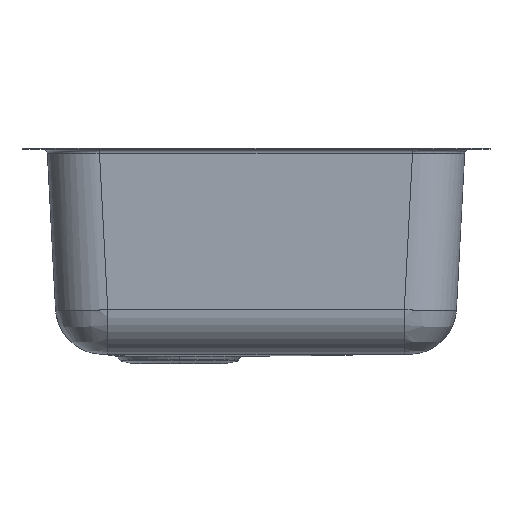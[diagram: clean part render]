
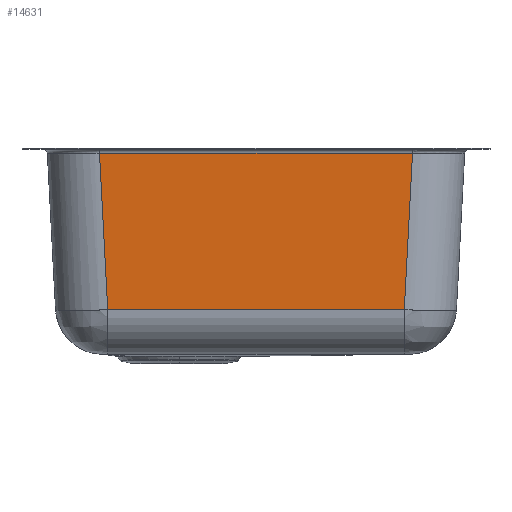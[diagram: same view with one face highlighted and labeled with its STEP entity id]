
A CAD part, left-side view. The second image highlights one B-rep face of the part: STEP entity #14631.
In plain terms, the highlighted planar face has unit normal (-0.999, 0, -0.052).
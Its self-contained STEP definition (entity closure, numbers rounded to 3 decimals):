
#176 = DIRECTION ( 'NONE',  ( 0.052, 0.052, -0.997 ) ) ;
#1427 = EDGE_CURVE ( 'NONE', #10141, #11176, #4496, .T. ) ;
#1752 = ORIENTED_EDGE ( 'NONE', *, *, #7115, .F. ) ;
#2117 = CARTESIAN_POINT ( 'NONE',  ( -313.252, -203., 142.593 ) ) ;
#2194 = LINE ( 'NONE', #6710, #3824 ) ;
#3824 = VECTOR ( 'NONE', #11243, 1000. ) ;
#4496 = LINE ( 'NONE', #19749, #14729 ) ;
#4876 = EDGE_LOOP ( 'NONE', ( #1752, #6385, #15033, #12543 ) ) ;
#4942 = VERTEX_POINT ( 'NONE', #17444 ) ;
#6157 = LINE ( 'NONE', #9178, #17907 ) ;
#6385 = ORIENTED_EDGE ( 'NONE', *, *, #10849, .F. ) ;
#6710 = CARTESIAN_POINT ( 'NONE',  ( -320.526, 152.096, 281.389 ) ) ;
#7115 = EDGE_CURVE ( 'NONE', #4942, #17856, #2194, .T. ) ;
#7302 = CARTESIAN_POINT ( 'NONE',  ( -321.499, -203., 299.948 ) ) ;
#9178 = CARTESIAN_POINT ( 'NONE',  ( -321.25, -203., 295.209 ) ) ;
#10141 = VERTEX_POINT ( 'NONE', #11090 ) ;
#10622 = PLANE ( 'NONE',  #15752 ) ;
#10737 = EDGE_CURVE ( 'NONE', #17856, #10141, #6157, .T. ) ;
#10849 = EDGE_CURVE ( 'NONE', #11176, #4942, #15484, .T. ) ;
#11090 = CARTESIAN_POINT ( 'NONE',  ( -321.25, -152.82, 295.209 ) ) ;
#11176 = VERTEX_POINT ( 'NONE', #19575 ) ;
#11243 = DIRECTION ( 'NONE',  ( -0.052, 0.052, 0.997 ) ) ;
#12543 = ORIENTED_EDGE ( 'NONE', *, *, #10737, .F. ) ;
#12577 = DIRECTION ( 'NONE',  ( 0., 1., 0. ) ) ;
#12766 = CARTESIAN_POINT ( 'NONE',  ( -321.25, 152.82, 295.209 ) ) ;
#13633 = DIRECTION ( 'NONE',  ( 0.052, 0., -0.999 ) ) ;
#14631 = ADVANCED_FACE ( 'NONE', ( #18420 ), #10622, .F. ) ;
#14729 = VECTOR ( 'NONE', #176, 1000. ) ;
#14992 = DIRECTION ( 'NONE',  ( 0., -1., 0. ) ) ;
#15033 = ORIENTED_EDGE ( 'NONE', *, *, #1427, .F. ) ;
#15484 = LINE ( 'NONE', #2117, #18849 ) ;
#15752 = AXIS2_PLACEMENT_3D ( 'NONE', #7302, #18328, #13633 ) ;
#17444 = CARTESIAN_POINT ( 'NONE',  ( -313.252, 144.822, 142.593 ) ) ;
#17856 = VERTEX_POINT ( 'NONE', #12766 ) ;
#17907 = VECTOR ( 'NONE', #14992, 1000. ) ;
#18328 = DIRECTION ( 'NONE',  ( 0.999, 0., 0.052 ) ) ;
#18420 = FACE_OUTER_BOUND ( 'NONE', #4876, .T. ) ;
#18849 = VECTOR ( 'NONE', #12577, 1000. ) ;
#19575 = CARTESIAN_POINT ( 'NONE',  ( -313.252, -144.822, 142.593 ) ) ;
#19749 = CARTESIAN_POINT ( 'NONE',  ( -321.635, -153.205, 302.55 ) ) ;
